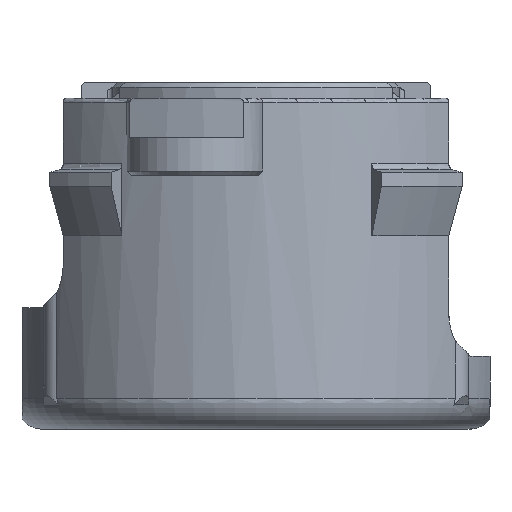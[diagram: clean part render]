
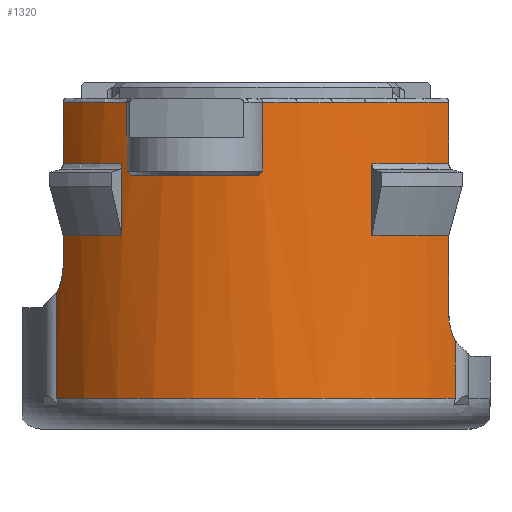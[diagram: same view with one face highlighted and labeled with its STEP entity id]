
A CAD part, left-side view. The second image highlights one B-rep face of the part: STEP entity #1320.
In plain terms, the highlighted cylindrical face has radius 5.5 mm (diameter 11 mm), a partial arc.
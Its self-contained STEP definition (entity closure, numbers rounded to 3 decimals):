
#110=CYLINDRICAL_SURFACE('',#6043,5.5);
#265=LINE('',#8829,#602);
#266=LINE('',#8833,#603);
#298=LINE('',#9245,#635);
#299=LINE('',#9250,#636);
#300=LINE('',#9266,#637);
#301=LINE('',#9270,#638);
#302=LINE('',#9274,#639);
#303=LINE('',#9287,#640);
#304=LINE('',#9291,#641);
#305=LINE('',#9304,#642);
#602=VECTOR('',#6770,1.);
#603=VECTOR('',#6773,1.);
#635=VECTOR('',#6877,1.);
#636=VECTOR('',#6880,1.);
#637=VECTOR('',#6887,1.);
#638=VECTOR('',#6890,1.);
#639=VECTOR('',#6893,1.);
#640=VECTOR('',#6894,1.);
#641=VECTOR('',#6897,1.);
#642=VECTOR('',#6898,1.);
#987=FACE_OUTER_BOUND('',#2013,.T.);
#1320=ADVANCED_FACE('',(#987),#110,.T.);
#1814=B_SPLINE_CURVE_WITH_KNOTS('',3,(#9253,#9254,#9255,#9256),
 .UNSPECIFIED.,.F.,.F.,(4,4),(0.,1.),.UNSPECIFIED.);
#1815=B_SPLINE_CURVE_WITH_KNOTS('',3,(#9260,#9261,#9262,#9263),
 .UNSPECIFIED.,.F.,.F.,(4,4),(0.,1.),.UNSPECIFIED.);
#1816=B_SPLINE_CURVE_WITH_KNOTS('',3,(#9276,#9277,#9278,#9279,#9280,#9281,
#9282,#9283,#9284,#9285),.UNSPECIFIED.,.F.,.F.,(4,3,3,4),(0.,0.472,
0.943,1.),.UNSPECIFIED.);
#1817=B_SPLINE_CURVE_WITH_KNOTS('',3,(#9293,#9294,#9295,#9296,#9297,#9298,
#9299,#9300,#9301,#9302),.UNSPECIFIED.,.F.,.F.,(4,3,3,4),(0.,0.239,
0.716,1.),.UNSPECIFIED.);
#2013=EDGE_LOOP('',(#2585,#2586,#2587,#2588,#2589,#2590,#2591,#2592,#2593,
#2594,#2595,#2596,#2597,#2598,#2599,#2600,#2601,#2602,#2603,#2604,#2605,
#2606));
#2585=ORIENTED_EDGE('',*,*,#4926,.F.);
#2586=ORIENTED_EDGE('',*,*,#4927,.T.);
#2587=ORIENTED_EDGE('',*,*,#4928,.F.);
#2588=ORIENTED_EDGE('',*,*,#4929,.T.);
#2589=ORIENTED_EDGE('',*,*,#4840,.F.);
#2590=ORIENTED_EDGE('',*,*,#4930,.T.);
#2591=ORIENTED_EDGE('',*,*,#4931,.T.);
#2592=ORIENTED_EDGE('',*,*,#4932,.T.);
#2593=ORIENTED_EDGE('',*,*,#4838,.F.);
#2594=ORIENTED_EDGE('',*,*,#4933,.T.);
#2595=ORIENTED_EDGE('',*,*,#4934,.T.);
#2596=ORIENTED_EDGE('',*,*,#4935,.T.);
#2597=ORIENTED_EDGE('',*,*,#4936,.F.);
#2598=ORIENTED_EDGE('',*,*,#4937,.T.);
#2599=ORIENTED_EDGE('',*,*,#4938,.T.);
#2600=ORIENTED_EDGE('',*,*,#4939,.T.);
#2601=ORIENTED_EDGE('',*,*,#4940,.T.);
#2602=ORIENTED_EDGE('',*,*,#4941,.T.);
#2603=ORIENTED_EDGE('',*,*,#4942,.T.);
#2604=ORIENTED_EDGE('',*,*,#4943,.T.);
#2605=ORIENTED_EDGE('',*,*,#4944,.F.);
#2606=ORIENTED_EDGE('',*,*,#4945,.T.);
#4259=VERTEX_POINT('',#8828);
#4260=VERTEX_POINT('',#8830);
#4261=VERTEX_POINT('',#8832);
#4262=VERTEX_POINT('',#8834);
#4329=VERTEX_POINT('',#9246);
#4330=VERTEX_POINT('',#9247);
#4331=VERTEX_POINT('',#9249);
#4332=VERTEX_POINT('',#9251);
#4333=VERTEX_POINT('',#9257);
#4334=VERTEX_POINT('',#9259);
#4335=VERTEX_POINT('',#9265);
#4336=VERTEX_POINT('',#9267);
#4337=VERTEX_POINT('',#9269);
#4338=VERTEX_POINT('',#9271);
#4339=VERTEX_POINT('',#9273);
#4340=VERTEX_POINT('',#9275);
#4341=VERTEX_POINT('',#9286);
#4342=VERTEX_POINT('',#9288);
#4343=VERTEX_POINT('',#9290);
#4344=VERTEX_POINT('',#9292);
#4345=VERTEX_POINT('',#9303);
#4346=VERTEX_POINT('',#9305);
#4838=EDGE_CURVE('',#4259,#4260,#265,.T.);
#4840=EDGE_CURVE('',#4261,#4262,#266,.T.);
#4926=EDGE_CURVE('',#4329,#4330,#298,.T.);
#4927=EDGE_CURVE('',#4329,#4331,#5677,.T.);
#4928=EDGE_CURVE('',#4332,#4331,#299,.T.);
#4929=EDGE_CURVE('',#4332,#4262,#5678,.T.);
#4930=EDGE_CURVE('',#4261,#4333,#1814,.T.);
#4931=EDGE_CURVE('',#4333,#4334,#5679,.T.);
#4932=EDGE_CURVE('',#4334,#4260,#1815,.T.);
#4933=EDGE_CURVE('',#4259,#4335,#5680,.T.);
#4934=EDGE_CURVE('',#4335,#4336,#300,.T.);
#4935=EDGE_CURVE('',#4336,#4337,#5681,.T.);
#4936=EDGE_CURVE('',#4338,#4337,#301,.T.);
#4937=EDGE_CURVE('',#4338,#4339,#5682,.T.);
#4938=EDGE_CURVE('',#4339,#4340,#302,.T.);
#4939=EDGE_CURVE('',#4340,#4341,#1816,.T.);
#4940=EDGE_CURVE('',#4341,#4342,#303,.T.);
#4941=EDGE_CURVE('',#4342,#4343,#5683,.T.);
#4942=EDGE_CURVE('',#4343,#4344,#304,.T.);
#4943=EDGE_CURVE('',#4344,#4345,#1817,.T.);
#4944=EDGE_CURVE('',#4346,#4345,#305,.T.);
#4945=EDGE_CURVE('',#4346,#4330,#5684,.T.);
#5677=CIRCLE('',#6035,5.5);
#5678=CIRCLE('',#6036,5.5);
#5679=CIRCLE('',#6037,5.5);
#5680=CIRCLE('',#6038,5.5);
#5681=CIRCLE('',#6039,5.5);
#5682=CIRCLE('',#6040,5.5);
#5683=CIRCLE('',#6041,5.5);
#5684=CIRCLE('',#6042,5.5);
#6035=AXIS2_PLACEMENT_3D('',#9248,#6878,#6879);
#6036=AXIS2_PLACEMENT_3D('',#9252,#6881,#6882);
#6037=AXIS2_PLACEMENT_3D('',#9258,#6883,#6884);
#6038=AXIS2_PLACEMENT_3D('',#9264,#6885,#6886);
#6039=AXIS2_PLACEMENT_3D('',#9268,#6888,#6889);
#6040=AXIS2_PLACEMENT_3D('',#9272,#6891,#6892);
#6041=AXIS2_PLACEMENT_3D('',#9289,#6895,#6896);
#6042=AXIS2_PLACEMENT_3D('',#9306,#6899,#6900);
#6043=AXIS2_PLACEMENT_3D('',#9307,#6901,#6902);
#6770=DIRECTION('',(0.,0.,-1.));
#6773=DIRECTION('',(0.,0.,1.));
#6877=DIRECTION('',(0.,0.,-1.));
#6878=DIRECTION('',(0.,0.,1.));
#6879=DIRECTION('',(-1.,0.,0.));
#6880=DIRECTION('',(0.,0.,-1.));
#6881=DIRECTION('',(0.,0.,-1.));
#6882=DIRECTION('',(1.,0.,0.));
#6883=DIRECTION('',(0.,0.,-1.));
#6884=DIRECTION('',(1.,0.,0.));
#6885=DIRECTION('',(0.,0.,-1.));
#6886=DIRECTION('',(1.,0.,0.));
#6887=DIRECTION('',(0.,0.,-1.));
#6888=DIRECTION('',(0.,0.,1.));
#6889=DIRECTION('',(-1.,0.,0.));
#6890=DIRECTION('',(0.,0.,1.));
#6891=DIRECTION('',(0.,0.,-1.));
#6892=DIRECTION('',(-1.,0.,0.));
#6893=DIRECTION('',(0.,0.,-1.));
#6894=DIRECTION('',(0.,0.,-1.));
#6895=DIRECTION('',(0.,0.,1.));
#6896=DIRECTION('',(1.,0.,0.));
#6897=DIRECTION('',(0.,0.,1.));
#6898=DIRECTION('',(0.,0.,-1.));
#6899=DIRECTION('',(0.,0.,-1.));
#6900=DIRECTION('',(-1.,0.,0.));
#6901=DIRECTION('',(0.,0.,-1.));
#6902=DIRECTION('',(-1.,0.,0.));
#8828=CARTESIAN_POINT('',(-4.685,2.88,7.4));
#8829=CARTESIAN_POINT('',(-4.685,2.88,74.25));
#8830=CARTESIAN_POINT('',(-4.685,2.88,5.85));
#8832=CARTESIAN_POINT('',(-5.498,-0.152,5.85));
#8833=CARTESIAN_POINT('',(-5.498,-0.152,74.25));
#8834=CARTESIAN_POINT('',(-5.498,-0.152,7.4));
#9245=CARTESIAN_POINT('',(-4.833,-2.624,5.9));
#9246=CARTESIAN_POINT('',(-4.833,-2.624,6.026));
#9247=CARTESIAN_POINT('',(-4.833,-2.624,4.386));
#9248=CARTESIAN_POINT('',(0.,0.,6.026));
#9249=CARTESIAN_POINT('',(-3.344,-4.366,6.026));
#9250=CARTESIAN_POINT('',(-3.344,-4.366,7.5));
#9251=CARTESIAN_POINT('',(-3.344,-4.366,7.4));
#9252=CARTESIAN_POINT('',(0.,0.,7.4));
#9253=CARTESIAN_POINT('',(-5.498,-0.152,5.85));
#9254=CARTESIAN_POINT('',(-5.499,-0.117,5.817));
#9255=CARTESIAN_POINT('',(-5.5,-0.082,5.783));
#9256=CARTESIAN_POINT('',(-5.5,-0.046,5.75));
#9257=CARTESIAN_POINT('',(-5.5,-0.046,5.75));
#9258=CARTESIAN_POINT('',(0.,0.,5.75));
#9259=CARTESIAN_POINT('',(-4.74,2.79,5.75));
#9260=CARTESIAN_POINT('',(-4.74,2.79,5.75));
#9261=CARTESIAN_POINT('',(-4.722,2.82,5.783));
#9262=CARTESIAN_POINT('',(-4.704,2.85,5.817));
#9263=CARTESIAN_POINT('',(-4.685,2.88,5.85));
#9264=CARTESIAN_POINT('',(0.,0.,7.4));
#9265=CARTESIAN_POINT('',(-3.344,4.366,7.4));
#9266=CARTESIAN_POINT('',(-3.344,4.366,7.5));
#9267=CARTESIAN_POINT('',(-3.344,4.366,6.026));
#9268=CARTESIAN_POINT('',(0.,0.,6.026));
#9269=CARTESIAN_POINT('',(-4.586,3.036,6.026));
#9270=CARTESIAN_POINT('',(-4.586,3.036,4.386));
#9271=CARTESIAN_POINT('',(-4.586,3.036,4.386));
#9272=CARTESIAN_POINT('',(0.,0.,4.386));
#9273=CARTESIAN_POINT('',(-3.344,4.366,4.386));
#9274=CARTESIAN_POINT('',(-3.344,4.366,7.5));
#9275=CARTESIAN_POINT('',(-3.344,4.366,3.75));
#9276=CARTESIAN_POINT('',(-3.344,4.366,3.75));
#9277=CARTESIAN_POINT('',(-3.344,4.366,3.64));
#9278=CARTESIAN_POINT('',(-3.329,4.378,3.529));
#9279=CARTESIAN_POINT('',(-3.3,4.4,3.425));
#9280=CARTESIAN_POINT('',(-3.271,4.422,3.321));
#9281=CARTESIAN_POINT('',(-3.227,4.454,3.222));
#9282=CARTESIAN_POINT('',(-3.171,4.494,3.136));
#9283=CARTESIAN_POINT('',(-3.164,4.499,3.126));
#9284=CARTESIAN_POINT('',(-3.157,4.504,3.116));
#9285=CARTESIAN_POINT('',(-3.15,4.509,3.106));
#9286=CARTESIAN_POINT('',(-3.15,4.509,3.106));
#9287=CARTESIAN_POINT('',(-3.15,4.509,37.674));
#9288=CARTESIAN_POINT('',(-3.15,4.509,0.7));
#9289=CARTESIAN_POINT('',(0.,0.,0.7));
#9290=CARTESIAN_POINT('',(-3.15,-4.509,0.7));
#9291=CARTESIAN_POINT('',(-3.15,-4.509,26.875));
#9292=CARTESIAN_POINT('',(-3.15,-4.509,2.006));
#9293=CARTESIAN_POINT('',(-3.15,-4.509,2.006));
#9294=CARTESIAN_POINT('',(-3.18,-4.488,2.048));
#9295=CARTESIAN_POINT('',(-3.207,-4.468,2.093));
#9296=CARTESIAN_POINT('',(-3.23,-4.451,2.141));
#9297=CARTESIAN_POINT('',(-3.277,-4.418,2.236));
#9298=CARTESIAN_POINT('',(-3.31,-4.392,2.342));
#9299=CARTESIAN_POINT('',(-3.328,-4.379,2.451));
#9300=CARTESIAN_POINT('',(-3.339,-4.37,2.516));
#9301=CARTESIAN_POINT('',(-3.344,-4.366,2.583));
#9302=CARTESIAN_POINT('',(-3.344,-4.366,2.65));
#9303=CARTESIAN_POINT('',(-3.344,-4.366,2.65));
#9304=CARTESIAN_POINT('',(-3.344,-4.366,7.5));
#9305=CARTESIAN_POINT('',(-3.344,-4.366,4.386));
#9306=CARTESIAN_POINT('',(0.,0.,4.386));
#9307=CARTESIAN_POINT('',(0.,0.,7.5));
